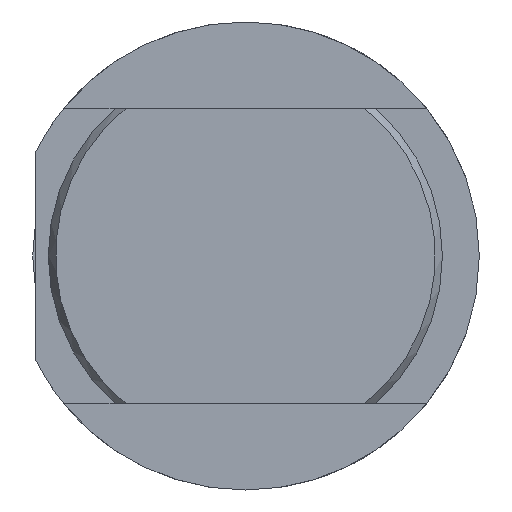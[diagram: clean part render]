
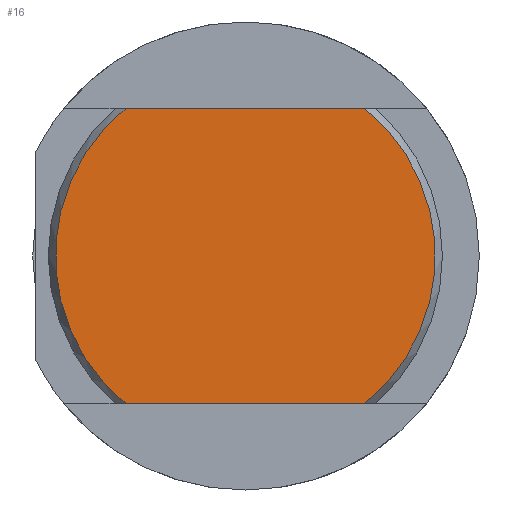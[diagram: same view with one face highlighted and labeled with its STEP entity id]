
A CAD part, left-side view. The second image highlights one B-rep face of the part: STEP entity #16.
In plain terms, the highlighted planar face has unit normal (-1, 0, 0).
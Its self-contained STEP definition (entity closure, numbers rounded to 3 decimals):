
#16 = ADVANCED_FACE ( 'NONE', ( #424 ), #1630, .F. ) ;
#396 = EDGE_LOOP ( 'NONE', ( #3079, #3042, #3047, #3095 ) ) ;
#424 = FACE_OUTER_BOUND ( 'NONE', #396, .T. ) ;
#989 = CARTESIAN_POINT ( 'NONE',  ( 0., 0., 0. ) ) ;
#993 = DIRECTION ( 'NONE',  ( -1., 0., 0. ) ) ;
#995 = DIRECTION ( 'NONE',  ( 0., 0., -1. ) ) ;
#1016 = CARTESIAN_POINT ( 'NONE',  ( 0., 7.365, 6. ) ) ;
#1026 = CARTESIAN_POINT ( 'NONE',  ( 0., 0., 0. ) ) ;
#1029 = DIRECTION ( 'NONE',  ( 0., -1., 0. ) ) ;
#1032 = DIRECTION ( 'NONE',  ( -1., 0., 0. ) ) ;
#1034 = DIRECTION ( 'NONE',  ( 0., 0., -1. ) ) ;
#1037 = CARTESIAN_POINT ( 'NONE',  ( 0., 7.365, -6. ) ) ;
#1038 = DIRECTION ( 'NONE',  ( 0., 1., 0. ) ) ;
#1466 = LINE ( 'NONE', #1037, #1473 ) ;
#1470 = VECTOR ( 'NONE', #1029, 1000. ) ;
#1472 = CIRCLE ( 'NONE', #2075, 7.711 ) ;
#1473 = VECTOR ( 'NONE', #1038, 1000. ) ;
#1478 = LINE ( 'NONE', #1016, #1470 ) ;
#1482 = CIRCLE ( 'NONE', #2089, 7.711 ) ;
#1597 = CARTESIAN_POINT ( 'NONE',  ( 0., 0., 0. ) ) ;
#1625 = DIRECTION ( 'NONE',  ( 0., 0., -1. ) ) ;
#1630 = PLANE ( 'NONE',  #2515 ) ;
#1634 = DIRECTION ( 'NONE',  ( 1., 0., 0. ) ) ;
#1658 = VERTEX_POINT ( 'NONE', #3165 ) ;
#1677 = VERTEX_POINT ( 'NONE', #3109 ) ;
#1769 = VERTEX_POINT ( 'NONE', #3308 ) ;
#1945 = VERTEX_POINT ( 'NONE', #3492 ) ;
#2075 = AXIS2_PLACEMENT_3D ( 'NONE', #989, #993, #995 ) ;
#2089 = AXIS2_PLACEMENT_3D ( 'NONE', #1026, #1032, #1034 ) ;
#2515 = AXIS2_PLACEMENT_3D ( 'NONE', #1597, #1634, #1625 ) ;
#3042 = ORIENTED_EDGE ( 'NONE', *, *, #3754, .F. ) ;
#3047 = ORIENTED_EDGE ( 'NONE', *, *, #3748, .T. ) ;
#3079 = ORIENTED_EDGE ( 'NONE', *, *, #3755, .T. ) ;
#3095 = ORIENTED_EDGE ( 'NONE', *, *, #3756, .F. ) ;
#3109 = CARTESIAN_POINT ( 'NONE',  ( 0., -4.844, -6. ) ) ;
#3165 = CARTESIAN_POINT ( 'NONE',  ( 0., 4.844, -6. ) ) ;
#3308 = CARTESIAN_POINT ( 'NONE',  ( 0., 4.844, 6. ) ) ;
#3492 = CARTESIAN_POINT ( 'NONE',  ( 0., -4.844, 6. ) ) ;
#3748 = EDGE_CURVE ( 'NONE', #1769, #1658, #1472, .T. ) ;
#3754 = EDGE_CURVE ( 'NONE', #1769, #1945, #1478, .T. ) ;
#3755 = EDGE_CURVE ( 'NONE', #1677, #1945, #1482, .T. ) ;
#3756 = EDGE_CURVE ( 'NONE', #1677, #1658, #1466, .T. ) ;
